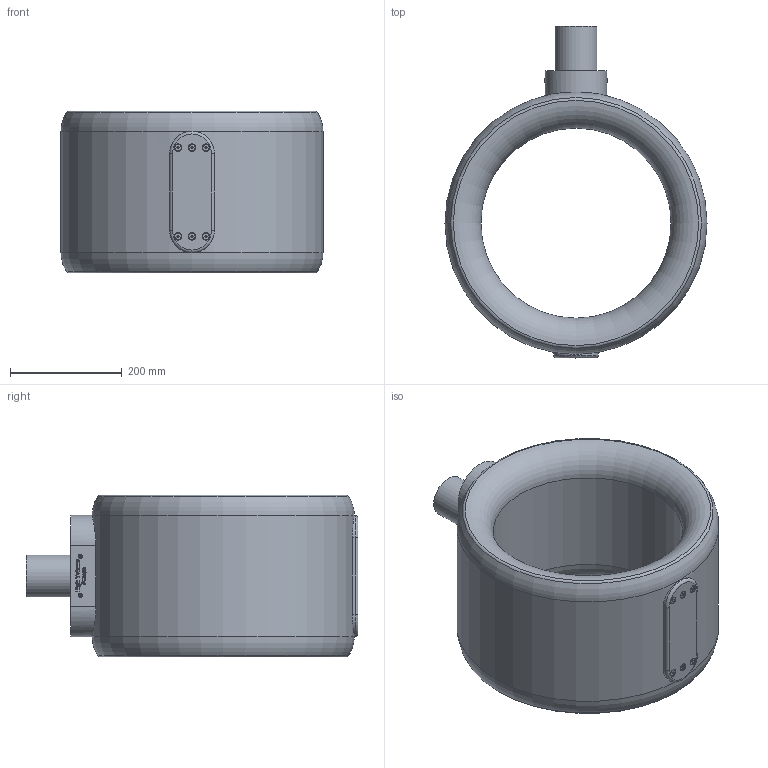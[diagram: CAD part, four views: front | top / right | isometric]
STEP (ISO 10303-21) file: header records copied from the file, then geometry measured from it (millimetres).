
FILE_DESCRIPTION (( 'STEP AP214' ), '1' );
FILE_NAME ('P-341-530-rev-A-FR.STEP', '2025-06-10T08:41:08', ( '' ), ( '' ), 'SwSTEP 2.0', 'SolidWorks 2024', '' );
FILE_SCHEMA (( 'AUTOMOTIVE_DESIGN' ));
Length unit declared in the file: millimetre
Products named in the file (1): P-341-530-rev-A-FR
Bounding box: 470 x 595.04 x 290 mm (x, y, z)
Volume: 23526874 mm3; surface area: 882979.8 mm2
Topology: 1 solids, 6 shells, 667 faces, 1713 edges, 1115 vertices
Faces by surface type: plane 385, bspline 198, cylinder 44, cone 22, torus 14, sphere 4
Full cylindrical faces by diameter (mm): 6 x6, 6.6 x6, 7.6 x4, 10.2 x6, 11.57 x6, 75 x1, 341 x1
Entity records: 25784 total; most frequent: CARTESIAN_POINT 9396, ORIENTED_EDGE 3228, DIRECTION 2064, EDGE_CURVE 1614, VERTEX_POINT 1080, VECTOR 840, LINE 840, EDGE_LOOP 800
